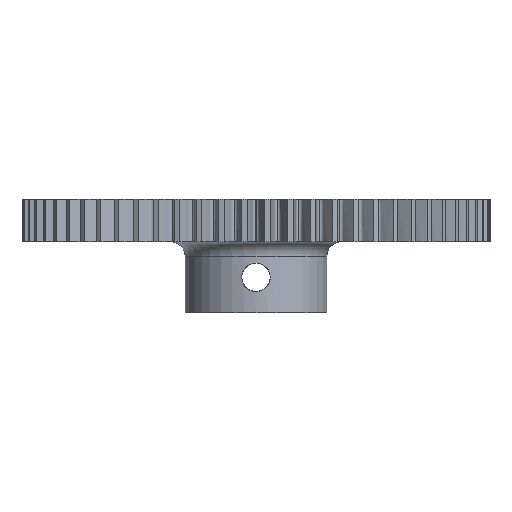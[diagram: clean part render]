
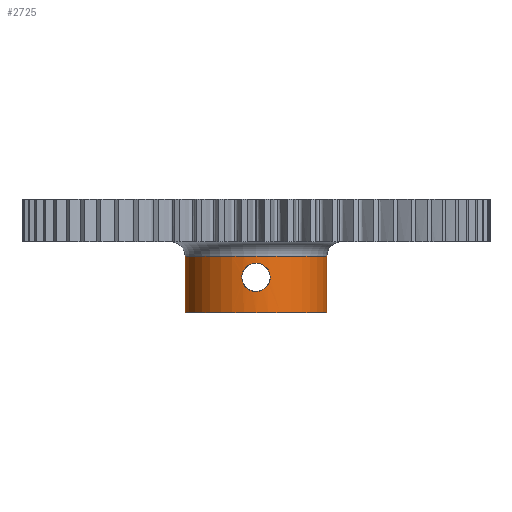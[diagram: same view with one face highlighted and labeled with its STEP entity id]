
A CAD part, front view. The second image highlights one B-rep face of the part: STEP entity #2725.
In plain terms, the highlighted cylindrical face has radius 5 mm (diameter 10 mm), a partial arc.
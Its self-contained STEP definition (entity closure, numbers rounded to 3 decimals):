
#30 = CIRCLE ( 'NONE', #7782, 5. ) ;
#112 = CARTESIAN_POINT ( 'NONE',  ( 0., 0., -1. ) ) ;
#253 = CARTESIAN_POINT ( 'NONE',  ( -5., 0., -5. ) ) ;
#976 = DIRECTION ( 'NONE',  ( 1., 0., 0. ) ) ;
#1009 = ORIENTED_EDGE ( 'NONE', *, *, #5106, .F. ) ;
#1338 = CARTESIAN_POINT ( 'NONE',  ( 5., 0., -5. ) ) ;
#1440 = CARTESIAN_POINT ( 'NONE',  ( 0.133, -5., -1.5 ) ) ;
#1487 = CARTESIAN_POINT ( 'NONE',  ( -1., -4.899, -2.368 ) ) ;
#1511 = CARTESIAN_POINT ( 'NONE',  ( 0.504, -4.976, -3.374 ) ) ;
#1549 = LINE ( 'NONE', #1338, #11876 ) ;
#2459 = CARTESIAN_POINT ( 'NONE',  ( -0.799, -4.937, -3.115 ) ) ;
#2485 = CARTESIAN_POINT ( 'NONE',  ( 0., -5., -1.5 ) ) ;
#2532 = CARTESIAN_POINT ( 'NONE',  ( -0.264, -4.994, -1.527 ) ) ;
#2600 = CARTESIAN_POINT ( 'NONE',  ( -0.616, -4.963, -1.701 ) ) ;
#2628 = CARTESIAN_POINT ( 'NONE',  ( 0.131, -5., -3.5 ) ) ;
#2725 = ADVANCED_FACE ( 'NONE', ( #13672, #3872 ), #13895, .T. ) ;
#2757 = EDGE_CURVE ( 'NONE', #7435, #13830, #30, .T. ) ;
#3038 = B_SPLINE_CURVE_WITH_KNOTS ( 'NONE', 3,
 ( #2485, #1440, #11415, #13414, #4698, #9059, #9140, #5857, #3618, #12411, #12340, #8019, #13497, #11272, #1511, #3694, #2628, #12772 ),
 .UNSPECIFIED., .F., .F.,
 ( 4, 2, 2, 2, 2, 2, 2, 2, 4 ),
 ( 0., 0., 0.001, 0.001, 0.002, 0.002, 0.002, 0.003, 0.003 ),
 .UNSPECIFIED. ) ;
#3154 = CIRCLE ( 'NONE', #5914, 5. ) ;
#3455 = CARTESIAN_POINT ( 'NONE',  ( 0., -5., -3.5 ) ) ;
#3592 = CARTESIAN_POINT ( 'NONE',  ( -0.131, -5., -3.5 ) ) ;
#3618 = CARTESIAN_POINT ( 'NONE',  ( 1., -4.899, -2.369 ) ) ;
#3694 = CARTESIAN_POINT ( 'NONE',  ( 0.262, -4.995, -3.474 ) ) ;
#3872 = FACE_BOUND ( 'NONE', #9838, .T. ) ;
#3944 = DIRECTION ( 'NONE',  ( 1., 0., 0. ) ) ;
#4082 = CARTESIAN_POINT ( 'NONE',  ( -5., 0., -1. ) ) ;
#4582 = DIRECTION ( 'NONE',  ( 0., 0., 1. ) ) ;
#4677 = ORIENTED_EDGE ( 'NONE', *, *, #5456, .T. ) ;
#4698 = CARTESIAN_POINT ( 'NONE',  ( 0.615, -4.963, -1.701 ) ) ;
#5106 = EDGE_CURVE ( 'NONE', #6044, #13830, #5396, .T. ) ;
#5112 = DIRECTION ( 'NONE',  ( 0., 0., 1. ) ) ;
#5396 = LINE ( 'NONE', #253, #5904 ) ;
#5412 = CARTESIAN_POINT ( 'NONE',  ( -5., 0., -5. ) ) ;
#5456 = EDGE_CURVE ( 'NONE', #7656, #5646, #3038, .T. ) ;
#5646 = VERTEX_POINT ( 'NONE', #6924 ) ;
#5857 = CARTESIAN_POINT ( 'NONE',  ( 0.974, -4.905, -2.237 ) ) ;
#5904 = VECTOR ( 'NONE', #4582, 1000. ) ;
#5914 = AXIS2_PLACEMENT_3D ( 'NONE', #12900, #8559, #13999 ) ;
#5969 = EDGE_CURVE ( 'NONE', #9487, #6044, #3154, .T. ) ;
#5977 = CARTESIAN_POINT ( 'NONE',  ( -0.874, -4.923, -1.996 ) ) ;
#6027 = CARTESIAN_POINT ( 'NONE',  ( 5., 0., -5. ) ) ;
#6044 = VERTEX_POINT ( 'NONE', #5412 ) ;
#6542 = ORIENTED_EDGE ( 'NONE', *, *, #2757, .T. ) ;
#6607 = DIRECTION ( 'NONE',  ( 0., 0., -1. ) ) ;
#6769 = CARTESIAN_POINT ( 'NONE',  ( -0.873, -4.923, -3.005 ) ) ;
#6912 = CARTESIAN_POINT ( 'NONE',  ( -0.132, -5., -1.5 ) ) ;
#6924 = CARTESIAN_POINT ( 'NONE',  ( 0., -5., -3.5 ) ) ;
#6980 = CARTESIAN_POINT ( 'NONE',  ( -0.799, -4.937, -1.885 ) ) ;
#7050 = CARTESIAN_POINT ( 'NONE',  ( -0.974, -4.905, -2.238 ) ) ;
#7244 = DIRECTION ( 'NONE',  ( 0., 0., 1. ) ) ;
#7264 = EDGE_LOOP ( 'NONE', ( #1009, #7299, #12054, #6542 ) ) ;
#7299 = ORIENTED_EDGE ( 'NONE', *, *, #5969, .F. ) ;
#7435 = VERTEX_POINT ( 'NONE', #14083 ) ;
#7437 = ORIENTED_EDGE ( 'NONE', *, *, #12156, .T. ) ;
#7656 = VERTEX_POINT ( 'NONE', #9251 ) ;
#7782 = AXIS2_PLACEMENT_3D ( 'NONE', #112, #6607, #976 ) ;
#7986 = CARTESIAN_POINT ( 'NONE',  ( -1., -4.899, -2.633 ) ) ;
#8019 = CARTESIAN_POINT ( 'NONE',  ( 0.874, -4.923, -3.004 ) ) ;
#8067 = CARTESIAN_POINT ( 'NONE',  ( -0.974, -4.905, -2.763 ) ) ;
#8559 = DIRECTION ( 'NONE',  ( 0., 0., -1. ) ) ;
#9059 = CARTESIAN_POINT ( 'NONE',  ( 0.799, -4.937, -1.885 ) ) ;
#9140 = CARTESIAN_POINT ( 'NONE',  ( 0.874, -4.923, -1.996 ) ) ;
#9251 = CARTESIAN_POINT ( 'NONE',  ( 0., -5., -1.5 ) ) ;
#9487 = VERTEX_POINT ( 'NONE', #6027 ) ;
#9595 = AXIS2_PLACEMENT_3D ( 'NONE', #13747, #5112, #3944 ) ;
#9838 = EDGE_LOOP ( 'NONE', ( #4677, #7437 ) ) ;
#9969 = B_SPLINE_CURVE_WITH_KNOTS ( 'NONE', 3,
 ( #3455, #3592, #13389, #12312, #12174, #2459, #6769, #8067, #7986, #1487, #7050, #5977, #6980, #2600, #11099, #2532, #6912, #11246 ),
 .UNSPECIFIED., .F., .F.,
 ( 4, 2, 2, 2, 2, 2, 2, 2, 4 ),
 ( 0.003, 0.004, 0.004, 0.004, 0.005, 0.005, 0.005, 0.006, 0.006 ),
 .UNSPECIFIED. ) ;
#11099 = CARTESIAN_POINT ( 'NONE',  ( -0.504, -4.976, -1.627 ) ) ;
#11246 = CARTESIAN_POINT ( 'NONE',  ( 0., -5., -1.5 ) ) ;
#11272 = CARTESIAN_POINT ( 'NONE',  ( 0.614, -4.963, -3.3 ) ) ;
#11415 = CARTESIAN_POINT ( 'NONE',  ( 0.263, -4.995, -1.526 ) ) ;
#11876 = VECTOR ( 'NONE', #7244, 1000. ) ;
#12054 = ORIENTED_EDGE ( 'NONE', *, *, #12858, .T. ) ;
#12156 = EDGE_CURVE ( 'NONE', #5646, #7656, #9969, .T. ) ;
#12174 = CARTESIAN_POINT ( 'NONE',  ( -0.614, -4.963, -3.3 ) ) ;
#12312 = CARTESIAN_POINT ( 'NONE',  ( -0.503, -4.976, -3.374 ) ) ;
#12340 = CARTESIAN_POINT ( 'NONE',  ( 0.974, -4.904, -2.762 ) ) ;
#12411 = CARTESIAN_POINT ( 'NONE',  ( 1., -4.899, -2.63 ) ) ;
#12772 = CARTESIAN_POINT ( 'NONE',  ( 0., -5., -3.5 ) ) ;
#12858 = EDGE_CURVE ( 'NONE', #9487, #7435, #1549, .T. ) ;
#12900 = CARTESIAN_POINT ( 'NONE',  ( 0., 0., -5. ) ) ;
#13389 = CARTESIAN_POINT ( 'NONE',  ( -0.263, -4.995, -3.474 ) ) ;
#13414 = CARTESIAN_POINT ( 'NONE',  ( 0.505, -4.976, -1.627 ) ) ;
#13497 = CARTESIAN_POINT ( 'NONE',  ( 0.8, -4.936, -3.114 ) ) ;
#13672 = FACE_OUTER_BOUND ( 'NONE', #7264, .T. ) ;
#13747 = CARTESIAN_POINT ( 'NONE',  ( 0., 0., -5. ) ) ;
#13830 = VERTEX_POINT ( 'NONE', #4082 ) ;
#13895 = CYLINDRICAL_SURFACE ( 'NONE', #9595, 5. ) ;
#13999 = DIRECTION ( 'NONE',  ( -1., 0., 0. ) ) ;
#14083 = CARTESIAN_POINT ( 'NONE',  ( 5., 0., -1. ) ) ;
